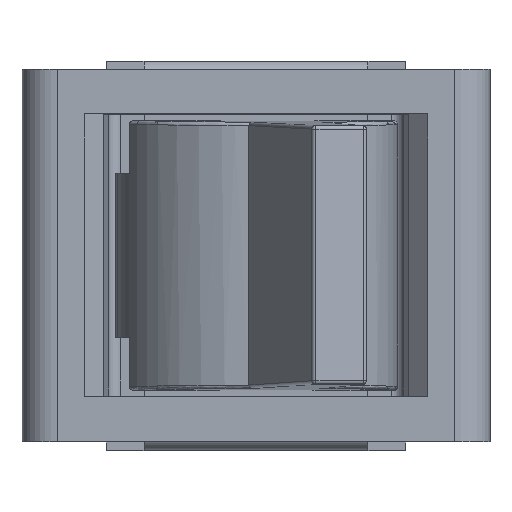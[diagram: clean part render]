
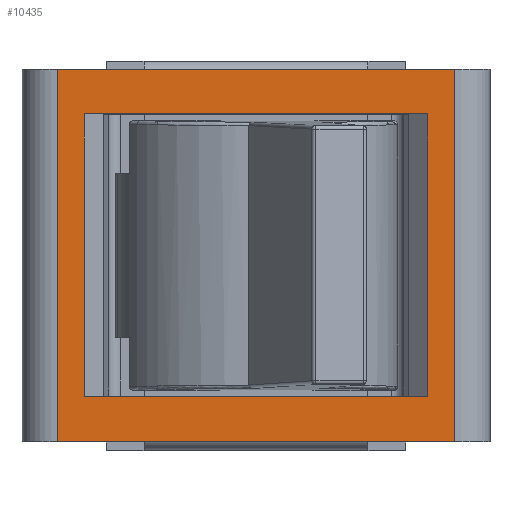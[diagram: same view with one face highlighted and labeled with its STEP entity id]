
A CAD part, top view. The second image highlights one B-rep face of the part: STEP entity #10435.
In plain terms, the highlighted planar face has unit normal (0, 0, 1).
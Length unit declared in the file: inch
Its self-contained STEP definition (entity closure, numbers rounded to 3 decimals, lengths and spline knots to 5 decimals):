
#23=FACE_BOUND('',#1425,.T.);
#330=PLANE('',#11152);
#820=FACE_OUTER_BOUND('',#1424,.T.);
#1424=EDGE_LOOP('',(#8126,#8127,#8128,#8129));
#1425=EDGE_LOOP('',(#8130,#8131,#8132,#8133));
#2271=LINE('',#16279,#3466);
#2288=LINE('',#16313,#3483);
#2296=LINE('',#16326,#3491);
#2299=LINE('',#16331,#3494);
#2302=LINE('',#16342,#3497);
#2303=LINE('',#16345,#3498);
#2307=LINE('',#16355,#3502);
#2308=LINE('',#16356,#3503);
#3466=VECTOR('',#12831,0.3937);
#3483=VECTOR('',#12854,0.3937);
#3491=VECTOR('',#12864,0.3937);
#3494=VECTOR('',#12871,0.3937);
#3497=VECTOR('',#12882,0.3937);
#3498=VECTOR('',#12885,0.3937);
#3502=VECTOR('',#12893,0.3937);
#3503=VECTOR('',#12894,0.3937);
#4830=VERTEX_POINT('',#16276);
#4831=VERTEX_POINT('',#16278);
#4844=VERTEX_POINT('',#16310);
#4845=VERTEX_POINT('',#16312);
#4850=VERTEX_POINT('',#16335);
#4853=VERTEX_POINT('',#16340);
#4854=VERTEX_POINT('',#16344);
#4858=VERTEX_POINT('',#16354);
#5997=EDGE_CURVE('',#4830,#4831,#2271,.T.);
#6014=EDGE_CURVE('',#4845,#4844,#2288,.T.);
#6022=EDGE_CURVE('',#4831,#4844,#2296,.T.);
#6025=EDGE_CURVE('',#4845,#4830,#2299,.T.);
#6030=EDGE_CURVE('',#4853,#4850,#2302,.T.);
#6031=EDGE_CURVE('',#4850,#4854,#2303,.T.);
#6036=EDGE_CURVE('',#4858,#4853,#2307,.T.);
#6037=EDGE_CURVE('',#4854,#4858,#2308,.T.);
#8126=ORIENTED_EDGE('',*,*,#6030,.F.);
#8127=ORIENTED_EDGE('',*,*,#6036,.F.);
#8128=ORIENTED_EDGE('',*,*,#6037,.F.);
#8129=ORIENTED_EDGE('',*,*,#6031,.F.);
#8130=ORIENTED_EDGE('',*,*,#5997,.F.);
#8131=ORIENTED_EDGE('',*,*,#6025,.F.);
#8132=ORIENTED_EDGE('',*,*,#6014,.T.);
#8133=ORIENTED_EDGE('',*,*,#6022,.F.);
#10435=ADVANCED_FACE('',(#820,#23),#330,.T.);
#11152=AXIS2_PLACEMENT_3D('',#16353,#12891,#12892);
#12831=DIRECTION('',(-1.,0.,0.));
#12854=DIRECTION('',(-1.,0.,0.));
#12864=DIRECTION('',(0.,-1.,0.));
#12871=DIRECTION('',(0.,1.,0.));
#12882=DIRECTION('',(0.,-1.,0.));
#12885=DIRECTION('',(-1.,0.,0.));
#12891=DIRECTION('center_axis',(0.,0.,
1.));
#12892=DIRECTION('ref_axis',(0.,-1.,0.));
#12893=DIRECTION('',(1.,0.,0.));
#12894=DIRECTION('',(0.,1.,0.));
#16276=CARTESIAN_POINT('',(0.28642,0.23622,0.78701));
#16278=CARTESIAN_POINT('',(-0.28642,0.23622,0.78701));
#16279=CARTESIAN_POINT('',(-0.12746,0.23622,0.78701));
#16310=CARTESIAN_POINT('',(-0.28642,-0.23622,0.78701));
#16312=CARTESIAN_POINT('',(0.28642,-0.23622,0.78701));
#16313=CARTESIAN_POINT('',(0.12746,-0.23622,0.78701));
#16326=CARTESIAN_POINT('',(-0.28642,-0.11811,0.78701));
#16331=CARTESIAN_POINT('',(0.28642,0.11811,0.78701));
#16335=CARTESIAN_POINT('',(0.33169,-0.31102,0.78701));
#16340=CARTESIAN_POINT('',(0.33169,0.31102,0.78701));
#16342=CARTESIAN_POINT('',(0.33169,0.15551,0.78701));
#16344=CARTESIAN_POINT('',(-0.33169,-0.31102,0.78701));
#16345=CARTESIAN_POINT('',(0.39075,-0.31102,0.78701));
#16353=CARTESIAN_POINT('Origin',(0.,0.,
0.78701));
#16354=CARTESIAN_POINT('',(-0.33169,0.31102,0.78701));
#16355=CARTESIAN_POINT('',(-0.39075,0.31102,0.78701));
#16356=CARTESIAN_POINT('',(-0.33169,-0.15551,0.78701));
